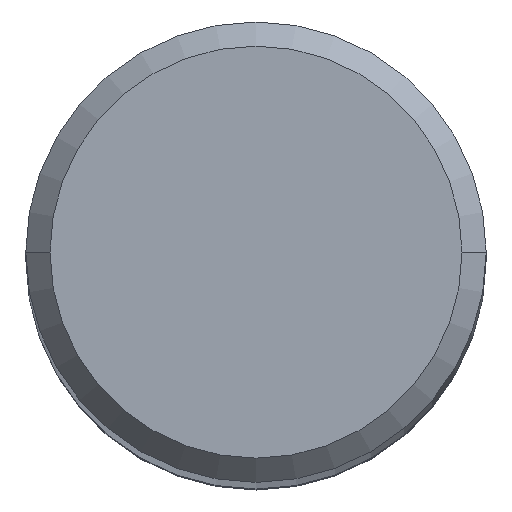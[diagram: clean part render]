
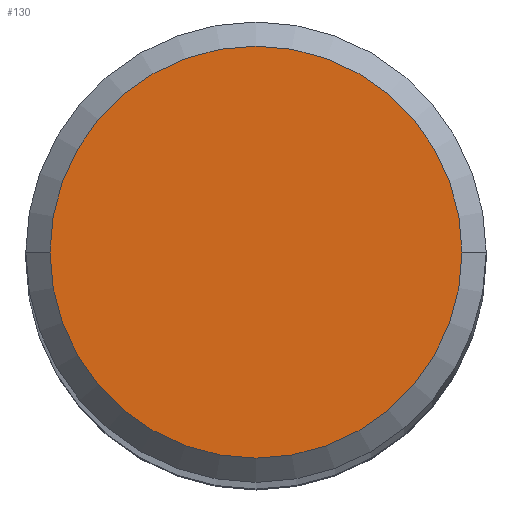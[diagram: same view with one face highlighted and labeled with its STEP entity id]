
A CAD part, top view. The second image highlights one B-rep face of the part: STEP entity #130.
In plain terms, the highlighted planar face has unit normal (0, 0, 1).
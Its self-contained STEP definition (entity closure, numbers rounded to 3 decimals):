
#51=PLANE('',#1164);
#130=ADVANCED_FACE('',(#206),#51,.F.);
#206=FACE_OUTER_BOUND('',#262,.T.);
#262=EDGE_LOOP('',(#503,#504));
#503=ORIENTED_EDGE('',*,*,#702,.T.);
#504=ORIENTED_EDGE('',*,*,#705,.T.);
#581=VERTEX_POINT('',#1859);
#582=VERTEX_POINT('',#1860);
#702=EDGE_CURVE('',#581,#582,#809,.T.);
#705=EDGE_CURVE('',#582,#581,#810,.T.);
#809=CIRCLE('',#1160,8.525);
#810=CIRCLE('',#1162,8.525);
#1160=AXIS2_PLACEMENT_3D('',#1858,#1517,#1518);
#1162=AXIS2_PLACEMENT_3D('',#1864,#1523,#1524);
#1164=AXIS2_PLACEMENT_3D('',#1866,#1527,#1528);
#1517=DIRECTION('',(0.,0.,1.));
#1518=DIRECTION('',(-1.,0.,0.));
#1523=DIRECTION('',(0.,0.,1.));
#1524=DIRECTION('',(1.,0.,0.));
#1527=DIRECTION('',(0.,0.,-1.));
#1528=DIRECTION('',(1.,0.,0.));
#1858=CARTESIAN_POINT('',(0.,0.,0.));
#1859=CARTESIAN_POINT('',(-8.525,0.,0.));
#1860=CARTESIAN_POINT('',(8.525,0.,0.));
#1864=CARTESIAN_POINT('',(0.,0.,0.));
#1866=CARTESIAN_POINT('',(0.,0.,0.));
